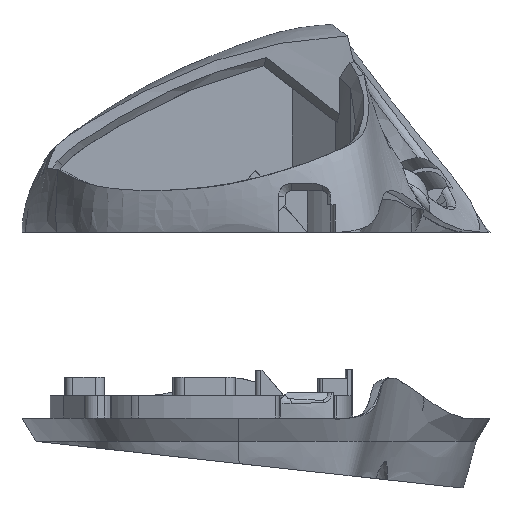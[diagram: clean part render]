
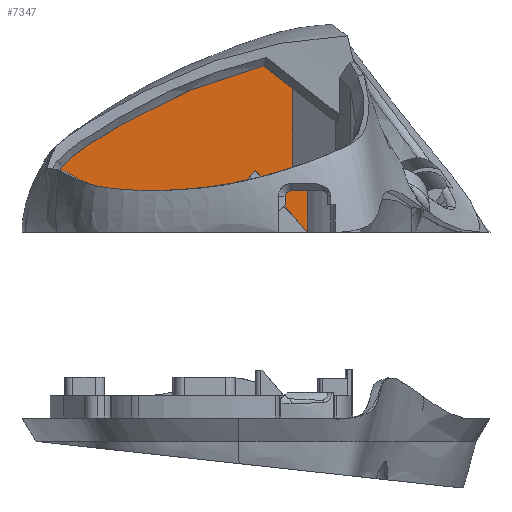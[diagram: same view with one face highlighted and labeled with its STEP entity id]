
A CAD part, front view. The second image highlights one B-rep face of the part: STEP entity #7347.
In plain terms, the highlighted planar face has unit normal (0, -1, 0).
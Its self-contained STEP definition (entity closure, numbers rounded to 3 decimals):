
#137=ELLIPSE('',#7870,2.027,2.001);
#340=B_SPLINE_CURVE_WITH_KNOTS('',3,(#27120,#27121,#27122,#27123,#27124,
#27125,#27126,#27127,#27128,#27129,#27130,#27131,#27132,#27133,#27134,#27135,
#27136,#27137,#27138,#27139,#27140,#27141),.UNSPECIFIED.,.F.,.F.,(4,1,1,
1,1,1,1,1,1,1,1,1,1,1,1,1,1,2,4),(0.283,0.375,0.5,0.625,0.688,
0.75,0.781,0.797,0.813,0.844,0.875,0.938,0.969,0.984,0.992,
0.996,0.998,1.,1.045),.UNSPECIFIED.);
#613=LINE('',#24211,#1134);
#616=LINE('',#24222,#1137);
#625=LINE('',#24283,#1146);
#631=LINE('',#27112,#1152);
#633=LINE('',#27116,#1154);
#635=LINE('',#27144,#1156);
#636=LINE('',#27145,#1157);
#637=LINE('',#27146,#1158);
#1134=VECTOR('',#8783,1000.);
#1137=VECTOR('',#8792,1000.);
#1146=VECTOR('',#8813,1000.);
#1152=VECTOR('',#8825,1000.);
#1154=VECTOR('',#8829,1000.);
#1156=VECTOR('',#8835,1000.);
#1157=VECTOR('',#8836,1000.);
#1158=VECTOR('',#8837,1000.);
#1799=FACE_OUTER_BOUND('',#2236,.T.);
#2236=EDGE_LOOP('',(#5404,#5405,#5406,#5407,#5408,#5409,#5410,#5411,#5412,
#5413));
#2976=VERTEX_POINT('',#16829);
#3125=VERTEX_POINT('',#24209);
#3130=VERTEX_POINT('',#24221);
#3141=VERTEX_POINT('',#24271);
#3142=VERTEX_POINT('',#24282);
#3152=VERTEX_POINT('',#27109);
#3153=VERTEX_POINT('',#27111);
#3154=VERTEX_POINT('',#27115);
#3155=VERTEX_POINT('',#27119);
#3156=VERTEX_POINT('',#27143);
#3961=EDGE_CURVE('',#3125,#2976,#613,.T.);
#3966=EDGE_CURVE('',#2976,#3130,#616,.T.);
#3981=EDGE_CURVE('',#3142,#3141,#625,.T.);
#3999=EDGE_CURVE('',#3153,#3152,#631,.T.);
#4001=EDGE_CURVE('',#3153,#3154,#633,.T.);
#4003=EDGE_CURVE('',#3152,#3155,#340,.T.);
#4004=EDGE_CURVE('',#3155,#3142,#137,.T.);
#4005=EDGE_CURVE('',#3141,#3156,#635,.T.);
#4006=EDGE_CURVE('',#3156,#3130,#636,.T.);
#4007=EDGE_CURVE('',#3125,#3154,#637,.T.);
#5404=ORIENTED_EDGE('',*,*,#4003,.T.);
#5405=ORIENTED_EDGE('',*,*,#4004,.T.);
#5406=ORIENTED_EDGE('',*,*,#3981,.T.);
#5407=ORIENTED_EDGE('',*,*,#4005,.T.);
#5408=ORIENTED_EDGE('',*,*,#4006,.T.);
#5409=ORIENTED_EDGE('',*,*,#3966,.F.);
#5410=ORIENTED_EDGE('',*,*,#3961,.F.);
#5411=ORIENTED_EDGE('',*,*,#4007,.T.);
#5412=ORIENTED_EDGE('',*,*,#4001,.F.);
#5413=ORIENTED_EDGE('',*,*,#3999,.T.);
#7107=PLANE('',#7869);
#7347=ADVANCED_FACE('',(#1799),#7107,.T.);
#7869=AXIS2_PLACEMENT_3D('',#27118,#8831,#8832);
#7870=AXIS2_PLACEMENT_3D('',#27142,#8833,#8834);
#8783=DIRECTION('',(0.,0.,-1.));
#8792=DIRECTION('',(-0.643,0.,0.766));
#8813=DIRECTION('',(0.,0.,-1.));
#8825=DIRECTION('',(-0.79,0.,0.613));
#8829=DIRECTION('',(0.,0.,-1.));
#8831=DIRECTION('center_axis',(0.,-1.,0.));
#8832=DIRECTION('ref_axis',(-1.,0.,0.));
#8833=DIRECTION('center_axis',(0.,-1.,
0.));
#8834=DIRECTION('ref_axis',(0.741,0.,0.672));
#8835=DIRECTION('',(1.,0.,0.));
#8836=DIRECTION('',(0.707,0.,0.707));
#8837=DIRECTION('',(-0.831,0.,0.556));
#16829=CARTESIAN_POINT('',(14.286,-18.,0.));
#24209=CARTESIAN_POINT('',(14.286,-18.,10.514));
#24211=CARTESIAN_POINT('',(14.286,-18.,14.692));
#24221=CARTESIAN_POINT('',(3.212,-18.,13.197));
#24222=CARTESIAN_POINT('',(11.824,-18.,2.934));
#24271=CARTESIAN_POINT('',(-40.199,-18.,5.692));
#24282=CARTESIAN_POINT('',(-40.199,-18.,11.734));
#24283=CARTESIAN_POINT('',(-40.199,-18.,7.292));
#27109=CARTESIAN_POINT('',(4.941,-18.,35.795));
#27111=CARTESIAN_POINT('',(11.027,-18.,31.077));
#27112=CARTESIAN_POINT('',(28.853,-18.,17.259));
#27115=CARTESIAN_POINT('',(11.027,-18.,12.692));
#27116=CARTESIAN_POINT('',(11.027,-18.,5.692));
#27118=CARTESIAN_POINT('Origin',(19.886,-18.,5.692));
#27119=CARTESIAN_POINT('',(-39.541,-18.,13.23));
#27120=CARTESIAN_POINT('Ctrl Pts',(4.941,-18.,35.795));
#27121=CARTESIAN_POINT('Ctrl Pts',(2.994,-18.,35.325));
#27122=CARTESIAN_POINT('Ctrl Pts',(-1.569,-18.,34.06));
#27123=CARTESIAN_POINT('Ctrl Pts',(-8.665,-18.,31.599));
#27124=CARTESIAN_POINT('Ctrl Pts',(-14.925,-18.,28.853));
#27125=CARTESIAN_POINT('Ctrl Pts',(-19.839,-18.,26.367));
#27126=CARTESIAN_POINT('Ctrl Pts',(-22.854,-18.,24.714));
#27127=CARTESIAN_POINT('Ctrl Pts',(-25.066,-18.,23.492));
#27128=CARTESIAN_POINT('Ctrl Pts',(-26.228,-18.,22.837));
#27129=CARTESIAN_POINT('Ctrl Pts',(-27.422,-18.,22.143));
#27130=CARTESIAN_POINT('Ctrl Pts',(-28.909,-18.,21.264));
#27131=CARTESIAN_POINT('Ctrl Pts',(-31.225,-18.,19.831));
#27132=CARTESIAN_POINT('Ctrl Pts',(-33.515,-18.,18.334));
#27133=CARTESIAN_POINT('Ctrl Pts',(-35.329,-18.,17.003));
#27134=CARTESIAN_POINT('Ctrl Pts',(-36.16,-18.,16.329));
#27135=CARTESIAN_POINT('Ctrl Pts',(-36.52,-18.,16.017));
#27136=CARTESIAN_POINT('Ctrl Pts',(-36.723,-18.,15.832));
#27137=CARTESIAN_POINT('Ctrl Pts',(-36.797,-18.,15.764));
#27138=CARTESIAN_POINT('Ctrl Pts',(-36.886,-18.,15.681));
#27139=CARTESIAN_POINT('Ctrl Pts',(-37.796,-18.,14.84));
#27140=CARTESIAN_POINT('Ctrl Pts',(-38.669,-18.,14.035));
#27141=CARTESIAN_POINT('Ctrl Pts',(-39.541,-18.,13.23));
#27142=CARTESIAN_POINT('Origin',(-38.184,-18.,11.761));
#27143=CARTESIAN_POINT('',(-4.293,-18.,5.692));
#27144=CARTESIAN_POINT('',(19.886,-18.,5.692));
#27145=CARTESIAN_POINT('',(3.212,-18.,13.197));
#27146=CARTESIAN_POINT('',(-23.578,-18.,35.822));
